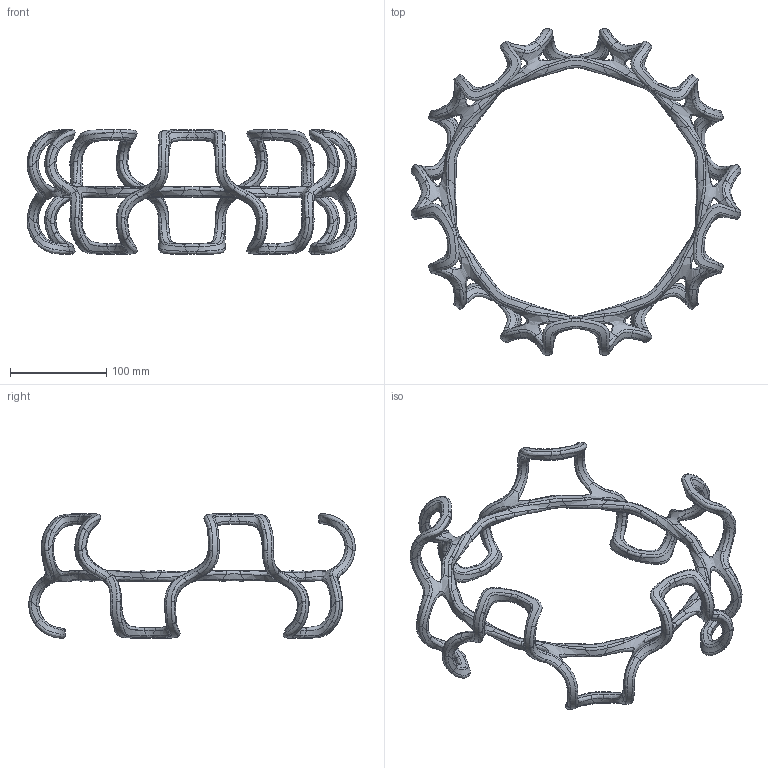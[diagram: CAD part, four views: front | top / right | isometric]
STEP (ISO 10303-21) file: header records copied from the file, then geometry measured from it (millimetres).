
FILE_DESCRIPTION(('FreeCAD Model'),'2;1');
FILE_NAME('Open CASCADE Shape Model','2025-05-04T11:38:40',('FreeCAD'),( 'FreeCAD'),'Open CASCADE STEP processor 7.6','FreeCAD','Unknown');
FILE_SCHEMA(('AUTOMOTIVE_DESIGN { 1 0 10303 214 1 1 1 1 }'));
Products named in the file (1): Open CASCADE STEP translator 7.6 1
Bounding box: 341.86 x 338.36 x 128.96 mm (x, y, z)
Volume: 143834.2 mm3; surface area: 206281.8 mm2
Topology: 1 solids, 2 shells, 1320 faces, 3200 edges, 1840 vertices
Faces by surface type: bspline 1320
Entity records: 87538 total; most frequent: CARTESIAN_POINT 68759, ORIENTED_EDGE 6400, EDGE_CURVE 3200, B_SPLINE_CURVE_WITH_KNOTS 2280, VERTEX_POINT 1840, ADVANCED_FACE 1320, FACE_BOUND 1320, EDGE_LOOP 1320
